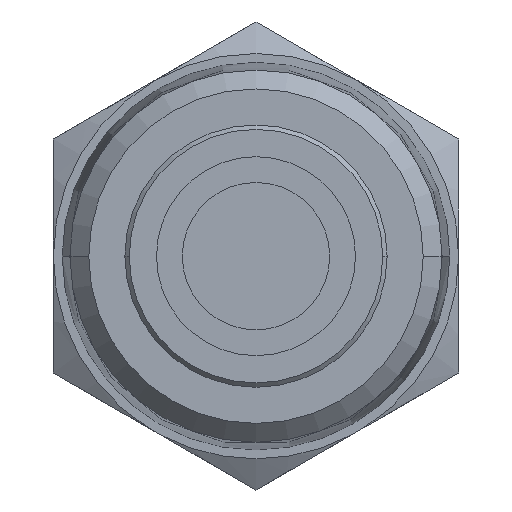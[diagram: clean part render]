
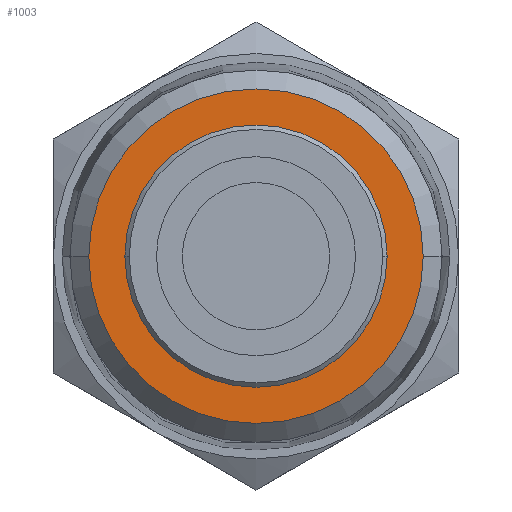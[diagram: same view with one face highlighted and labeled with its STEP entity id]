
A CAD part, front view. The second image highlights one B-rep face of the part: STEP entity #1003.
In plain terms, the highlighted planar face has unit normal (0, -1, 0).
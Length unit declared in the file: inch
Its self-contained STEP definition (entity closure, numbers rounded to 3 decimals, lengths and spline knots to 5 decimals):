
#51 = CARTESIAN_POINT ( 'NONE',  ( -0.445, 2.692, 0. ) ) ;
#76 = DIRECTION ( 'NONE',  ( 0., -1., 0. ) ) ;
#96 = DIRECTION ( 'NONE',  ( -1., 0., 0. ) ) ;
#230 = DIRECTION ( 'NONE',  ( 0., -1., 0. ) ) ;
#252 = CIRCLE ( 'NONE', #932, 0.56742 ) ;
#281 = VERTEX_POINT ( 'NONE', #904 ) ;
#300 = AXIS2_PLACEMENT_3D ( 'NONE', #1087, #907, #96 ) ;
#342 = EDGE_CURVE ( 'NONE', #281, #577, #252, .T. ) ;
#351 = CARTESIAN_POINT ( 'NONE',  ( 0.56742, 2.692, 0. ) ) ;
#378 = VERTEX_POINT ( 'NONE', #51 ) ;
#380 = EDGE_LOOP ( 'NONE', ( #409, #415 ) ) ;
#409 = ORIENTED_EDGE ( 'NONE', *, *, #857, .T. ) ;
#415 = ORIENTED_EDGE ( 'NONE', *, *, #342, .T. ) ;
#468 = EDGE_CURVE ( 'NONE', #627, #378, #531, .T. ) ;
#483 = DIRECTION ( 'NONE',  ( -1., 0., 0. ) ) ;
#531 = CIRCLE ( 'NONE', #625, 0.445 ) ;
#538 = PLANE ( 'NONE',  #300 ) ;
#577 = VERTEX_POINT ( 'NONE', #351 ) ;
#583 = DIRECTION ( 'NONE',  ( 0., 1., 0. ) ) ;
#625 = AXIS2_PLACEMENT_3D ( 'NONE', #1029, #583, #847 ) ;
#627 = VERTEX_POINT ( 'NONE', #1046 ) ;
#629 = AXIS2_PLACEMENT_3D ( 'NONE', #642, #643, #1095 ) ;
#642 = CARTESIAN_POINT ( 'NONE',  ( 0., 2.692, 0. ) ) ;
#643 = DIRECTION ( 'NONE',  ( 0., 1., 0. ) ) ;
#693 = ORIENTED_EDGE ( 'NONE', *, *, #468, .T. ) ;
#703 = AXIS2_PLACEMENT_3D ( 'NONE', #749, #76, #708 ) ;
#708 = DIRECTION ( 'NONE',  ( -1., 0., 0. ) ) ;
#740 = FACE_OUTER_BOUND ( 'NONE', #380, .T. ) ;
#749 = CARTESIAN_POINT ( 'NONE',  ( 0., 2.692, 0. ) ) ;
#778 = EDGE_LOOP ( 'NONE', ( #693, #1137 ) ) ;
#847 = DIRECTION ( 'NONE',  ( 1., 0., 0. ) ) ;
#857 = EDGE_CURVE ( 'NONE', #577, #281, #1024, .T. ) ;
#859 = CIRCLE ( 'NONE', #629, 0.445 ) ;
#904 = CARTESIAN_POINT ( 'NONE',  ( -0.56742, 2.692, 0. ) ) ;
#907 = DIRECTION ( 'NONE',  ( 0., -1., 0. ) ) ;
#932 = AXIS2_PLACEMENT_3D ( 'NONE', #936, #230, #483 ) ;
#936 = CARTESIAN_POINT ( 'NONE',  ( 0., 2.692, 0. ) ) ;
#1003 = ADVANCED_FACE ( 'NONE', ( #740, #1065 ), #538, .T. ) ;
#1024 = CIRCLE ( 'NONE', #703, 0.56742 ) ;
#1029 = CARTESIAN_POINT ( 'NONE',  ( 0., 2.692, 0. ) ) ;
#1046 = CARTESIAN_POINT ( 'NONE',  ( 0.445, 2.692, 0. ) ) ;
#1065 = FACE_BOUND ( 'NONE', #778, .T. ) ;
#1087 = CARTESIAN_POINT ( 'NONE',  ( -0.445, 2.692, 0. ) ) ;
#1095 = DIRECTION ( 'NONE',  ( 1., 0., 0. ) ) ;
#1109 = EDGE_CURVE ( 'NONE', #378, #627, #859, .T. ) ;
#1137 = ORIENTED_EDGE ( 'NONE', *, *, #1109, .T. ) ;
